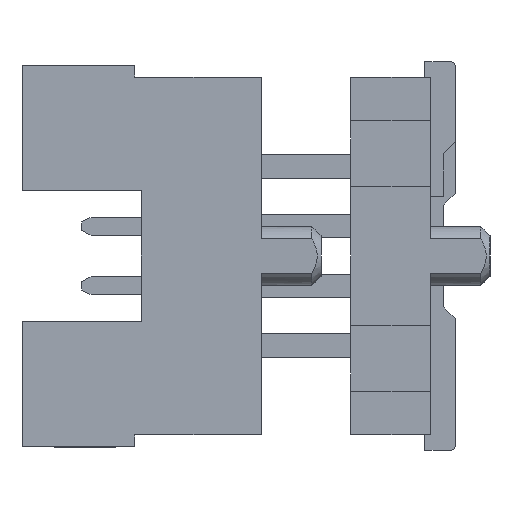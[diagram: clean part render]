
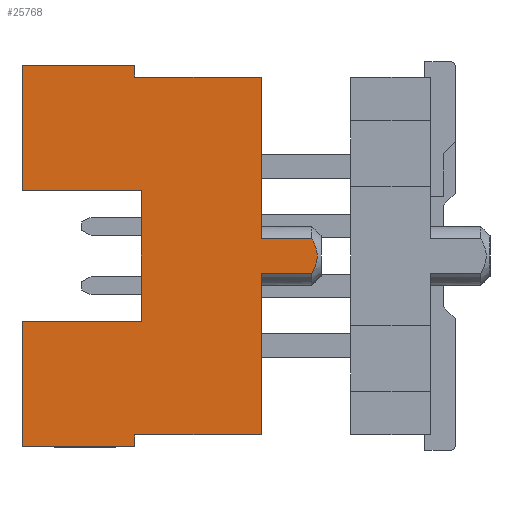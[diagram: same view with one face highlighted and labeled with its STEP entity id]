
A CAD part, left-side view. The second image highlights one B-rep face of the part: STEP entity #25768.
In plain terms, the highlighted planar face has unit normal (-1, 0, 0).
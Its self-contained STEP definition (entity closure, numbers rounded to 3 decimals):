
#159=DIRECTION('',(0.,-1.,0.));
#160=VECTOR('',#159,2.7);
#161=CARTESIAN_POINT('',(-7.62,2.7,-3.81));
#162=LINE('',#161,#160);
#279=DIRECTION('',(0.,1.,0.));
#280=VECTOR('',#279,2.7);
#281=CARTESIAN_POINT('',(-7.62,0.,3.81));
#282=LINE('',#281,#280);
#291=DIRECTION('',(0.,0.,1.));
#292=VECTOR('',#291,0.255);
#293=CARTESIAN_POINT('',(-7.62,2.7,3.81));
#294=LINE('',#293,#292);
#307=DIRECTION('',(0.,-1.,0.));
#308=VECTOR('',#307,2.4);
#309=CARTESIAN_POINT('',(-7.62,5.1,4.065));
#310=LINE('',#309,#308);
#327=DIRECTION('',(0.,0.,1.));
#328=VECTOR('',#327,3.44);
#329=CARTESIAN_POINT('',(-7.62,0.,-3.81));
#330=LINE('',#329,#328);
#331=DIRECTION('',(0.,0.,-1.));
#332=VECTOR('',#331,2.67);
#333=CARTESIAN_POINT('',(-7.62,5.1,-1.395));
#334=LINE('',#333,#332);
#335=DIRECTION('',(0.,-1.,0.));
#336=VECTOR('',#335,2.54);
#337=CARTESIAN_POINT('',(-7.62,5.1,1.395));
#338=LINE('',#337,#336);
#339=DIRECTION('',(0.,0.,-1.));
#340=VECTOR('',#339,2.67);
#341=CARTESIAN_POINT('',(-7.62,5.1,4.065));
#342=LINE('',#341,#340);
#343=DIRECTION('',(0.,0.,1.));
#344=VECTOR('',#343,3.44);
#345=CARTESIAN_POINT('',(-7.62,0.,0.37));
#346=LINE('',#345,#344);
#367=DIRECTION('',(0.,1.,0.));
#368=VECTOR('',#367,1.07);
#369=CARTESIAN_POINT('',(-7.62,-1.07,
0.37));
#370=LINE('',#369,#368);
#371=DIRECTION('',(0.,-1.,0.));
#372=VECTOR('',#371,1.07);
#373=CARTESIAN_POINT('',(-7.62,0.,-0.37));
#374=LINE('',#373,#372);
#387=CARTESIAN_POINT('',(-7.62,-1.07,
-0.37));
#388=CARTESIAN_POINT('',(-7.62,-1.093,
-0.33));
#389=CARTESIAN_POINT('',(-7.62,-1.133,
-0.254));
#390=CARTESIAN_POINT('',(-7.62,-1.172,
-0.148));
#391=CARTESIAN_POINT('',(-7.62,-1.191,
-0.049));
#392=CARTESIAN_POINT('',(-7.62,-1.191,
0.049));
#393=CARTESIAN_POINT('',(-7.62,-1.172,
0.148));
#394=CARTESIAN_POINT('',(-7.62,-1.133,
0.254));
#395=CARTESIAN_POINT('',(-7.62,-1.093,
0.33));
#396=CARTESIAN_POINT('',(-7.62,-1.07,
0.37));
#431=DIRECTION('',(0.,0.,1.));
#432=VECTOR('',#431,0.255);
#433=CARTESIAN_POINT('',(-7.62,2.7,-4.065));
#434=LINE('',#433,#432);
#443=DIRECTION('',(0.,1.,0.));
#444=VECTOR('',#443,2.4);
#445=CARTESIAN_POINT('',(-7.62,2.7,-4.065));
#446=LINE('',#445,#444);
#743=DIRECTION('',(0.,1.,0.));
#744=VECTOR('',#743,2.54);
#745=CARTESIAN_POINT('',(-7.62,2.56,-1.395));
#746=LINE('',#745,#744);
#771=DIRECTION('',(0.,0.,-1.));
#772=VECTOR('',#771,2.79);
#773=CARTESIAN_POINT('',(-7.62,2.56,1.395));
#774=LINE('',#773,#772);
#22584=CARTESIAN_POINT('',(-7.62,0.,3.81));
#22585=VERTEX_POINT('',#22584);
#22586=CARTESIAN_POINT('',(-7.62,0.,0.37));
#22587=VERTEX_POINT('',#22586);
#22588=CARTESIAN_POINT('',(-7.62,0.,-0.37));
#22589=VERTEX_POINT('',#22588);
#22590=CARTESIAN_POINT('',(-7.62,0.,-3.81));
#22591=VERTEX_POINT('',#22590);
#22954=CARTESIAN_POINT('',(-7.62,5.1,4.065));
#22955=VERTEX_POINT('',#22954);
#22956=CARTESIAN_POINT('',(-7.62,5.1,1.395));
#22957=VERTEX_POINT('',#22956);
#22960=CARTESIAN_POINT('',(-7.62,5.1,-1.395));
#22961=VERTEX_POINT('',#22960);
#22962=CARTESIAN_POINT('',(-7.62,5.1,-4.065));
#22963=VERTEX_POINT('',#22962);
#22976=CARTESIAN_POINT('',(-7.62,2.56,1.395));
#22977=VERTEX_POINT('',#22976);
#22978=CARTESIAN_POINT('',(-7.62,-1.07,
0.37));
#22979=VERTEX_POINT('',#22978);
#22980=VERTEX_POINT('',#387);
#22981=CARTESIAN_POINT('',(-7.62,2.7,-3.81));
#22982=VERTEX_POINT('',#22981);
#22983=CARTESIAN_POINT('',(-7.62,2.7,-4.065));
#22984=VERTEX_POINT('',#22983);
#22985=CARTESIAN_POINT('',(-7.62,2.56,-1.395));
#22986=VERTEX_POINT('',#22985);
#22987=CARTESIAN_POINT('',(-7.62,2.7,4.065));
#22988=VERTEX_POINT('',#22987);
#22989=CARTESIAN_POINT('',(-7.62,2.7,3.81));
#22990=VERTEX_POINT('',#22989);
#25737=CARTESIAN_POINT('',(-7.62,1.954,0.));
#25738=DIRECTION('',(1.,0.,0.));
#25739=DIRECTION('',(0.,0.,1.));
#25740=AXIS2_PLACEMENT_3D('',#25737,#25738,#25739);
#25741=PLANE('',#25740);
#25743=ORIENTED_EDGE('',*,*,#25742,.F.);
#25745=ORIENTED_EDGE('',*,*,#25744,.F.);
#25747=ORIENTED_EDGE('',*,*,#25746,.F.);
#25748=ORIENTED_EDGE('',*,*,#25110,.F.);
#25749=ORIENTED_EDGE('',*,*,#25533,.F.);
#25751=ORIENTED_EDGE('',*,*,#25750,.F.);
#25753=ORIENTED_EDGE('',*,*,#25752,.T.);
#25755=ORIENTED_EDGE('',*,*,#25754,.F.);
#25757=ORIENTED_EDGE('',*,*,#25756,.F.);
#25759=ORIENTED_EDGE('',*,*,#25758,.F.);
#25760=ORIENTED_EDGE('',*,*,#25728,.F.);
#25761=ORIENTED_EDGE('',*,*,#25699,.F.);
#25762=ORIENTED_EDGE('',*,*,#25679,.T.);
#25763=ORIENTED_EDGE('',*,*,#25665,.F.);
#25764=ORIENTED_EDGE('',*,*,#25651,.F.);
#25765=ORIENTED_EDGE('',*,*,#25114,.F.);
#25766=EDGE_LOOP('',(#25743,#25745,#25747,#25748,#25749,#25751,#25753,#25755,
#25757,#25759,#25760,#25761,#25762,#25763,#25764,#25765));
#25767=FACE_OUTER_BOUND('',#25766,.F.);
#25768=ADVANCED_FACE('',(#25767),#25741,.F.);
#397=B_SPLINE_CURVE_WITH_KNOTS('',3,(#387,#388,#389,#390,#391,#392,#393,#394,
#395,#396),.UNSPECIFIED.,.F.,.F.,(4,1,1,1,1,1,1,4),(0.,0.143,
0.286,0.429,0.571,0.714,
0.857,1.),.UNSPECIFIED.);
#25110=EDGE_CURVE('',#22591,#22589,#330,.T.);
#25114=EDGE_CURVE('',#22587,#22585,#346,.T.);
#25533=EDGE_CURVE('',#22982,#22591,#162,.T.);
#25651=EDGE_CURVE('',#22585,#22990,#282,.T.);
#25665=EDGE_CURVE('',#22990,#22988,#294,.T.);
#25679=EDGE_CURVE('',#22955,#22988,#310,.T.);
#25699=EDGE_CURVE('',#22955,#22957,#342,.T.);
#25728=EDGE_CURVE('',#22957,#22977,#338,.T.);
#25742=EDGE_CURVE('',#22979,#22587,#370,.T.);
#25744=EDGE_CURVE('',#22980,#22979,#397,.T.);
#25746=EDGE_CURVE('',#22589,#22980,#374,.T.);
#25750=EDGE_CURVE('',#22984,#22982,#434,.T.);
#25752=EDGE_CURVE('',#22984,#22963,#446,.T.);
#25754=EDGE_CURVE('',#22961,#22963,#334,.T.);
#25756=EDGE_CURVE('',#22986,#22961,#746,.T.);
#25758=EDGE_CURVE('',#22977,#22986,#774,.T.);
